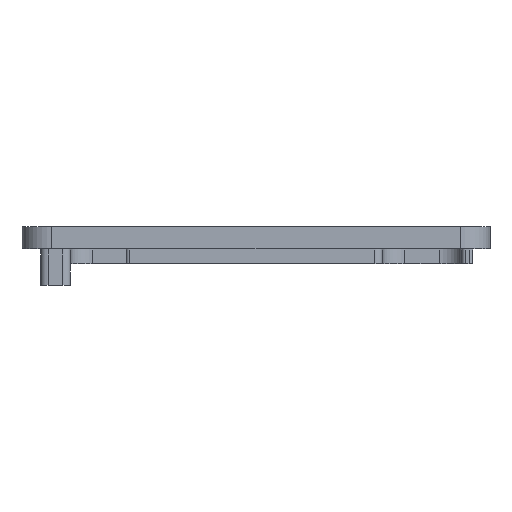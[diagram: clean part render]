
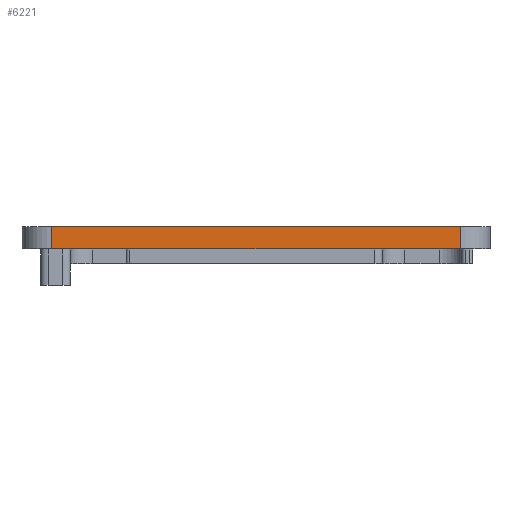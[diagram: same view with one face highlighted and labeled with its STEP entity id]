
A CAD part, front view. The second image highlights one B-rep face of the part: STEP entity #6221.
In plain terms, the highlighted planar face has unit normal (0, -1, 0).
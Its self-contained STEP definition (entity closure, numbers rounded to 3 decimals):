
#560=PLANE('',#6634);
#907=FACE_OUTER_BOUND('',#1293,.T.);
#1293=EDGE_LOOP('',(#5790,#5791,#5792,#5793));
#1318=LINE('',#8019,#1841);
#1442=LINE('',#8757,#1965);
#1812=LINE('',#10942,#2335);
#1813=LINE('',#10944,#2336);
#1841=VECTOR('',#6705,10.);
#1965=VECTOR('',#6991,10.);
#2335=VECTOR('',#7927,10.);
#2336=VECTOR('',#7930,10.);
#2510=VERTEX_POINT('',#8016);
#2511=VERTEX_POINT('',#8018);
#2755=VERTEX_POINT('',#8754);
#2756=VERTEX_POINT('',#8756);
#3111=EDGE_CURVE('',#2510,#2511,#1318,.T.);
#3381=EDGE_CURVE('',#2756,#2755,#1442,.T.);
#3978=EDGE_CURVE('',#2756,#2510,#1812,.T.);
#3979=EDGE_CURVE('',#2511,#2755,#1813,.T.);
#5790=ORIENTED_EDGE('',*,*,#3978,.F.);
#5791=ORIENTED_EDGE('',*,*,#3381,.T.);
#5792=ORIENTED_EDGE('',*,*,#3979,.F.);
#5793=ORIENTED_EDGE('',*,*,#3111,.F.);
#6221=ADVANCED_FACE('',(#907),#560,.T.);
#6634=AXIS2_PLACEMENT_3D('',#10953,#7943,#7944);
#6705=DIRECTION('',(1.,0.,0.));
#6991=DIRECTION('',(1.,0.,0.));
#7927=DIRECTION('',(0.,0.,1.));
#7930=DIRECTION('',(0.,0.,-1.));
#7943=DIRECTION('center_axis',(0.,-1.,0.));
#7944=DIRECTION('ref_axis',(1.,0.,0.));
#8016=CARTESIAN_POINT('',(4.,0.,3.));
#8018=CARTESIAN_POINT('',(59.,0.,3.));
#8019=CARTESIAN_POINT('',(0.,0.,3.));
#8754=CARTESIAN_POINT('',(59.,0.,0.));
#8756=CARTESIAN_POINT('',(4.,0.,0.));
#8757=CARTESIAN_POINT('',(0.,0.,0.));
#10942=CARTESIAN_POINT('',(4.,0.,0.));
#10944=CARTESIAN_POINT('',(59.,0.,0.));
#10953=CARTESIAN_POINT('Origin',(0.,0.,0.));
